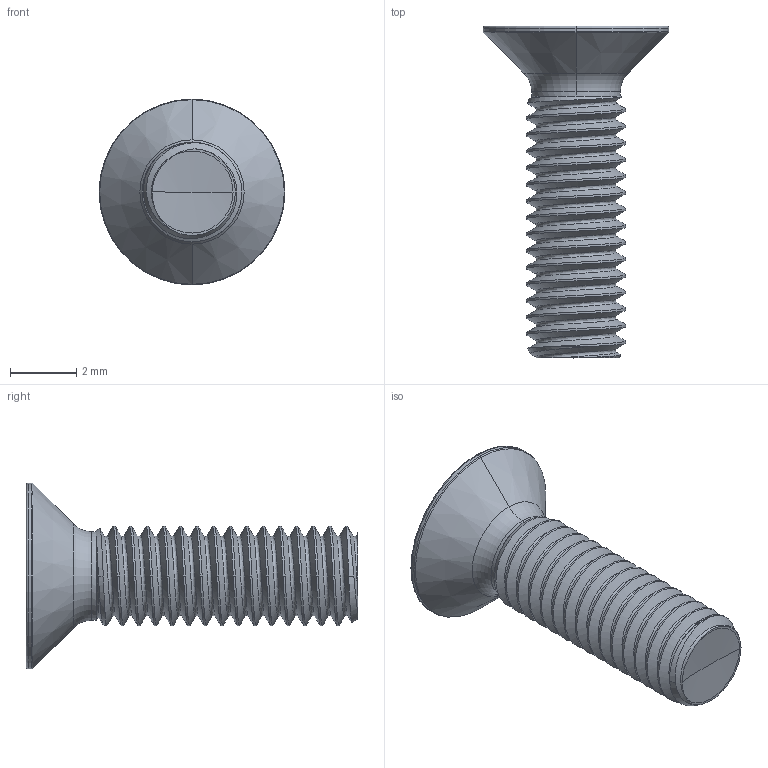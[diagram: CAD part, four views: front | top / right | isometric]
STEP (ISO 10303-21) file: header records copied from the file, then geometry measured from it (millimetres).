
FILE_DESCRIPTION (( 'STEP AP203' ), '1' );
FILE_NAME ('STM330300100.STEP', '2019-03-16T02:23:06', ( '' ), ( '' ), 'SwSTEP 2.0', 'SolidWorks 2015', '' );
FILE_SCHEMA (( 'CONFIG_CONTROL_DESIGN' ));
Length unit declared in the file: millimetre
Products named in the file (1): STM330300100
Bounding box: 5.6 x 10 x 5.6 mm (x, y, z)
Volume: 70.3 mm3; surface area: 184.1 mm2
Topology: 1 solids, 1 shells, 188 faces, 439 edges, 252 vertices
Faces by surface type: cylinder 74, bspline 46, sphere 26, plane 24, cone 10, torus 8
Entity records: 18555 total; most frequent: CARTESIAN_POINT 14743, ORIENTED_EDGE 874, DIRECTION 691, EDGE_CURVE 437, AXIS2_PLACEMENT_3D 285, VERTEX_POINT 252, EDGE_LOOP 189, FACE_OUTER_BOUND 188
